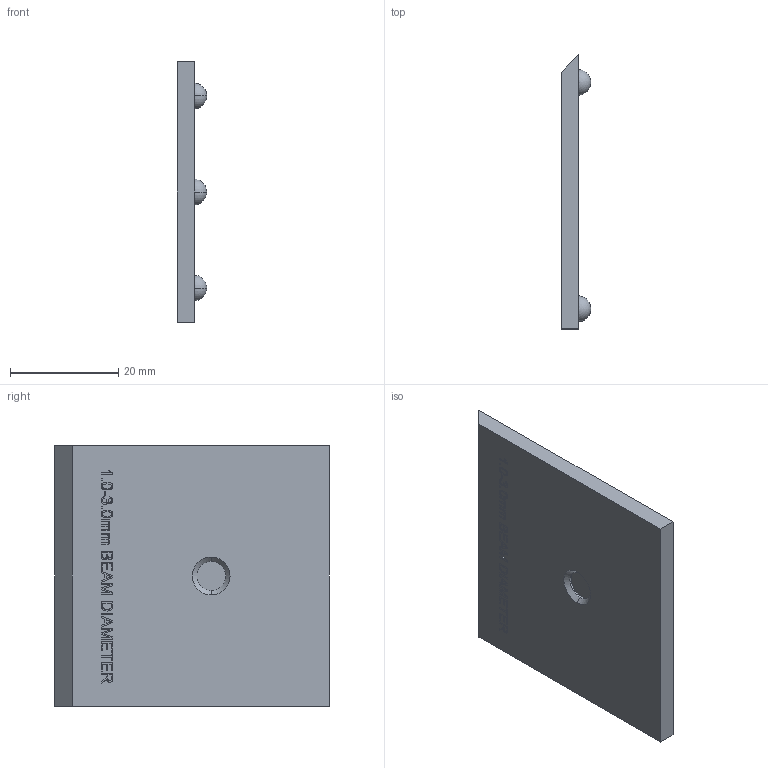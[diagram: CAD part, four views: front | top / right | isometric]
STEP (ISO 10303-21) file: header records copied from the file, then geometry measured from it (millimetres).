
FILE_DESCRIPTION (( 'STEP AP203' ), '1' );
FILE_NAME ('16654-E0W.STEP', '2019-01-21T21:23:35', ( '' ), ( '' ), 'SwSTEP 2.0', 'SolidWorks 2018', '' );
FILE_SCHEMA (( 'CONFIG_CONTROL_DESIGN' ));
Length unit declared in the file: inch
Products named in the file (1): 16654-E0W
Bounding box: 5.47 x 50.8 x 48.26 mm (x, y, z)
Volume: 7545.6 mm3; surface area: 5925 mm2
Topology: 5 solids, 5 shells, 326 faces, 858 edges, 570 vertices
Faces by surface type: plane 206, bspline 86, cone 14, cylinder 14, sphere 6
Entity records: 14211 total; most frequent: CARTESIAN_POINT 6677, ORIENTED_EDGE 1692, DIRECTION 1208, EDGE_CURVE 846, VECTOR 618, LINE 618, VERTEX_POINT 564, EDGE_LOOP 362
